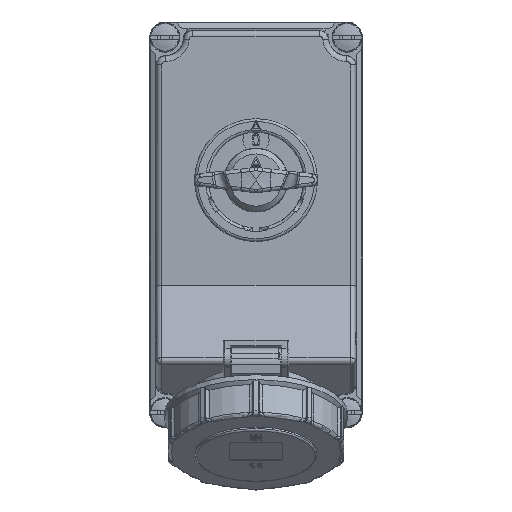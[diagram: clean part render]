
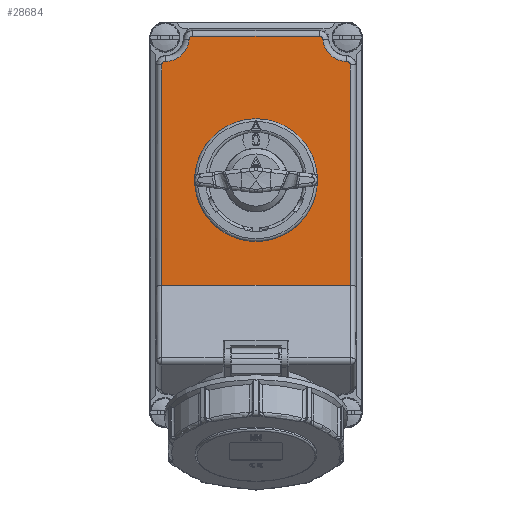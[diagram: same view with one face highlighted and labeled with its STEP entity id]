
A CAD part, top view. The second image highlights one B-rep face of the part: STEP entity #28684.
In plain terms, the highlighted planar face has unit normal (0, 0, 1).
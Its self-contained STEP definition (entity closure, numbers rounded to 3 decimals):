
#148=ELLIPSE('',#30521,2.,2.);
#149=ELLIPSE('',#30537,2.,2.);
#397=FACE_BOUND('',#9186,.T.);
#2432=LINE('',#59583,#4375);
#2433=LINE('',#59620,#4376);
#2434=LINE('',#59666,#4377);
#2435=LINE('',#59712,#4378);
#2437=LINE('',#59750,#4380);
#2516=LINE('',#60031,#4459);
#2519=LINE('',#60036,#4462);
#2520=LINE('',#60038,#4463);
#4375=VECTOR('',#35910,10.);
#4376=VECTOR('',#35919,10.);
#4377=VECTOR('',#35932,10.);
#4378=VECTOR('',#35945,10.);
#4380=VECTOR('',#35953,10.);
#4459=VECTOR('',#36214,10.);
#4462=VECTOR('',#36219,10.);
#4463=VECTOR('',#36222,10.);
#5333=CIRCLE('',#30516,33.5);
#5338=CIRCLE('',#30526,13.179);
#5343=CIRCLE('',#30533,13.179);
#6049=PLANE('',#30631);
#7525=FACE_OUTER_BOUND('',#9185,.T.);
#9185=EDGE_LOOP('',(#24533,#24534,#24535,#24536,#24537,#24538,#24539,#24540,
#24541,#24542,#24543,#24544,#24545,#24546));
#9186=EDGE_LOOP('',(#24547));
#10476=B_SPLINE_CURVE_WITH_KNOTS('',3,(#59657,#59658,#59659,#59660,#59661,
#59662),.UNSPECIFIED.,.F.,.F.,(4,1,1,4),(0.,0.127,0.212,
0.297),.UNSPECIFIED.);
#10477=B_SPLINE_CURVE_WITH_KNOTS('',3,(#59699,#59700,#59701,#59702,#59703,
#59704),.UNSPECIFIED.,.F.,.F.,(4,1,1,4),(0.,0.127,0.212,
0.297),.UNSPECIFIED.);
#12859=VERTEX_POINT('',#59573);
#12860=VERTEX_POINT('',#59577);
#12862=VERTEX_POINT('',#59581);
#12863=VERTEX_POINT('',#59614);
#12864=VERTEX_POINT('',#59618);
#12865=VERTEX_POINT('',#59622);
#12866=VERTEX_POINT('',#59655);
#12867=VERTEX_POINT('',#59664);
#12868=VERTEX_POINT('',#59697);
#12869=VERTEX_POINT('',#59706);
#12870=VERTEX_POINT('',#59710);
#12871=VERTEX_POINT('',#59743);
#12873=VERTEX_POINT('',#59749);
#12958=VERTEX_POINT('',#60030);
#12959=VERTEX_POINT('',#60034);
#16736=EDGE_CURVE('',#12859,#12859,#5333,.T.);
#16740=EDGE_CURVE('',#12862,#12860,#2432,.T.);
#16742=EDGE_CURVE('',#12860,#12863,#148,.T.);
#16744=EDGE_CURVE('',#12863,#12864,#2433,.T.);
#16746=EDGE_CURVE('',#12864,#12865,#5338,.T.);
#16748=EDGE_CURVE('',#12865,#12866,#10476,.T.);
#16750=EDGE_CURVE('',#12866,#12867,#2434,.T.);
#16752=EDGE_CURVE('',#12867,#12868,#10477,.T.);
#16754=EDGE_CURVE('',#12868,#12869,#5343,.T.);
#16756=EDGE_CURVE('',#12869,#12870,#2435,.T.);
#16758=EDGE_CURVE('',#12870,#12871,#149,.T.);
#16760=EDGE_CURVE('',#12871,#12873,#2437,.T.);
#16889=EDGE_CURVE('',#12958,#12873,#2516,.T.);
#16892=EDGE_CURVE('',#12862,#12959,#2519,.T.);
#16893=EDGE_CURVE('',#12959,#12958,#2520,.T.);
#24533=ORIENTED_EDGE('',*,*,#16893,.T.);
#24534=ORIENTED_EDGE('',*,*,#16889,.T.);
#24535=ORIENTED_EDGE('',*,*,#16760,.F.);
#24536=ORIENTED_EDGE('',*,*,#16758,.F.);
#24537=ORIENTED_EDGE('',*,*,#16756,.F.);
#24538=ORIENTED_EDGE('',*,*,#16754,.F.);
#24539=ORIENTED_EDGE('',*,*,#16752,.F.);
#24540=ORIENTED_EDGE('',*,*,#16750,.F.);
#24541=ORIENTED_EDGE('',*,*,#16748,.F.);
#24542=ORIENTED_EDGE('',*,*,#16746,.F.);
#24543=ORIENTED_EDGE('',*,*,#16744,.F.);
#24544=ORIENTED_EDGE('',*,*,#16742,.F.);
#24545=ORIENTED_EDGE('',*,*,#16740,.F.);
#24546=ORIENTED_EDGE('',*,*,#16892,.T.);
#24547=ORIENTED_EDGE('',*,*,#16736,.T.);
#28684=ADVANCED_FACE('',(#7525,#397),#6049,.F.);
#30516=AXIS2_PLACEMENT_3D('',#59575,#35901,#35902);
#30521=AXIS2_PLACEMENT_3D('',#59616,#35913,#35914);
#30526=AXIS2_PLACEMENT_3D('',#59624,#35924,#35925);
#30533=AXIS2_PLACEMENT_3D('',#59708,#35939,#35940);
#30537=AXIS2_PLACEMENT_3D('',#59745,#35948,#35949);
#30631=AXIS2_PLACEMENT_3D('',#60037,#36220,#36221);
#35901=DIRECTION('center_axis',(0.,0.,
-1.));
#35902=DIRECTION('ref_axis',(1.,0.,0.));
#35910=DIRECTION('',(0.,1.,0.));
#35913=DIRECTION('center_axis',(0.,0.,
-1.));
#35914=DIRECTION('ref_axis',(-0.707,0.707,0.));
#35919=DIRECTION('',(1.,0.,0.));
#35924=DIRECTION('center_axis',(0.,0.,
1.));
#35925=DIRECTION('ref_axis',(0.678,-0.735,0.));
#35932=DIRECTION('',(1.,0.,0.));
#35939=DIRECTION('center_axis',(0.,0.,
1.));
#35940=DIRECTION('ref_axis',(-0.678,-0.735,0.));
#35945=DIRECTION('',(1.,0.,0.));
#35948=DIRECTION('center_axis',(0.,0.,
-1.));
#35949=DIRECTION('ref_axis',(0.707,0.707,0.));
#35953=DIRECTION('',(0.,-1.,0.));
#36214=DIRECTION('',(1.,0.,0.));
#36219=DIRECTION('',(1.,0.,0.));
#36220=DIRECTION('center_axis',(0.,0.,
-1.));
#36221=DIRECTION('ref_axis',(1.,0.,0.));
#36222=DIRECTION('',(1.,0.,0.));
#59573=CARTESIAN_POINT('',(-33.5,24.75,64.));
#59575=CARTESIAN_POINT('Origin',(0.,24.75,
64.));
#59577=CARTESIAN_POINT('',(-52.282,88.571,64.));
#59581=CARTESIAN_POINT('',(-52.282,-33.641,64.));
#59583=CARTESIAN_POINT('',(-52.282,45.525,64.));
#59614=CARTESIAN_POINT('',(-50.282,90.571,64.));
#59616=CARTESIAN_POINT('Origin',(-50.282,88.571,64.));
#59618=CARTESIAN_POINT('',(-50.25,90.571,64.));
#59620=CARTESIAN_POINT('',(-25.125,90.571,64.));
#59622=CARTESIAN_POINT('',(-37.109,102.751,64.));
#59624=CARTESIAN_POINT('Origin',(-50.25,103.75,64.));
#59655=CARTESIAN_POINT('',(-35.115,104.6,64.));
#59657=CARTESIAN_POINT('Ctrl Pts',(-37.109,102.751,64.));
#59658=CARTESIAN_POINT('Ctrl Pts',(-37.077,103.174,64.));
#59659=CARTESIAN_POINT('Ctrl Pts',(-36.785,103.868,64.));
#59660=CARTESIAN_POINT('Ctrl Pts',(-35.967,104.475,64.));
#59661=CARTESIAN_POINT('Ctrl Pts',(-35.398,104.6,64.));
#59662=CARTESIAN_POINT('Ctrl Pts',(-35.115,104.6,64.));
#59664=CARTESIAN_POINT('',(35.115,104.6,64.));
#59666=CARTESIAN_POINT('',(0.,104.6,64.));
#59697=CARTESIAN_POINT('',(37.109,102.751,64.));
#59699=CARTESIAN_POINT('Ctrl Pts',(35.115,104.6,64.));
#59700=CARTESIAN_POINT('Ctrl Pts',(35.539,104.6,64.));
#59701=CARTESIAN_POINT('Ctrl Pts',(36.253,104.362,64.));
#59702=CARTESIAN_POINT('Ctrl Pts',(36.92,103.592,64.));
#59703=CARTESIAN_POINT('Ctrl Pts',(37.087,103.033,64.));
#59704=CARTESIAN_POINT('Ctrl Pts',(37.109,102.751,64.));
#59706=CARTESIAN_POINT('',(50.25,90.571,64.));
#59708=CARTESIAN_POINT('Origin',(50.25,103.75,64.));
#59710=CARTESIAN_POINT('',(50.282,90.571,64.));
#59712=CARTESIAN_POINT('',(26.4,90.571,64.));
#59743=CARTESIAN_POINT('',(52.282,88.571,64.));
#59745=CARTESIAN_POINT('Origin',(50.282,88.571,64.));
#59749=CARTESIAN_POINT('',(52.282,-33.641,64.));
#59750=CARTESIAN_POINT('',(52.282,-45.525,64.));
#60030=CARTESIAN_POINT('',(52.281,-33.641,64.));
#60031=CARTESIAN_POINT('',(0.,-33.641,64.));
#60034=CARTESIAN_POINT('',(-52.281,-33.641,64.));
#60036=CARTESIAN_POINT('',(0.,-33.641,64.));
#60037=CARTESIAN_POINT('Origin',(0.,24.75,
64.));
#60038=CARTESIAN_POINT('',(0.,-33.641,64.));
